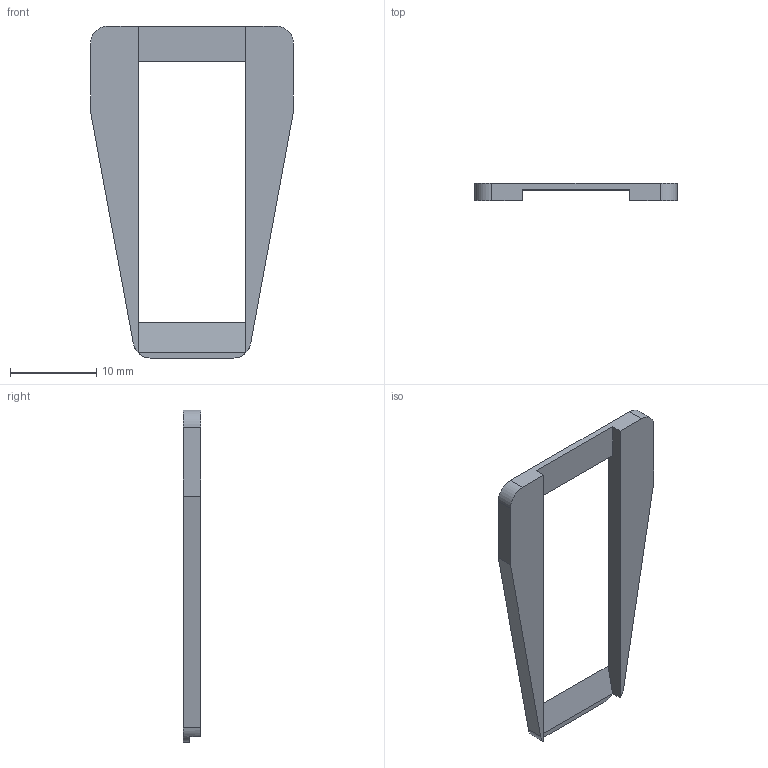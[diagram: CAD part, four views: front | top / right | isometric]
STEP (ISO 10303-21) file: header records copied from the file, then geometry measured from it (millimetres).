
FILE_DESCRIPTION(/* description */ (''),/* implementation_level */ '2;1');
FILE_NAME(/* name */ 'Screen_Frame.step',/* time_stamp */ '2021-03-30T16:19:26-04:00',/* author */ (''),/* organization */ (''),/* preprocessor_version */ 'ST-DEVELOPER v18.1',/* originating_system */ 'Autodesk Translation Framework v9.10.0.1330',/* authorisation */ '');
FILE_SCHEMA (('AUTOMOTIVE_DESIGN { 1 0 10303 214 3 1 1 }'));
Length unit declared in the file: millimetre
Products named in the file (1): Replacement Screen
Bounding box: 23.5 x 2 x 38.5 mm (x, y, z)
Volume: 602.4 mm3; surface area: 1091.7 mm2
Topology: 1 solids, 1 shells, 19 faces, 52 edges, 34 vertices
Faces by surface type: plane 15, cylinder 4
Entity records: 637 total; most frequent: CARTESIAN_POINT 106, ORIENTED_EDGE 104, DIRECTION 102, EDGE_CURVE 52, LINE 42, VECTOR 42, VERTEX_POINT 34, AXIS2_PLACEMENT_3D 30
